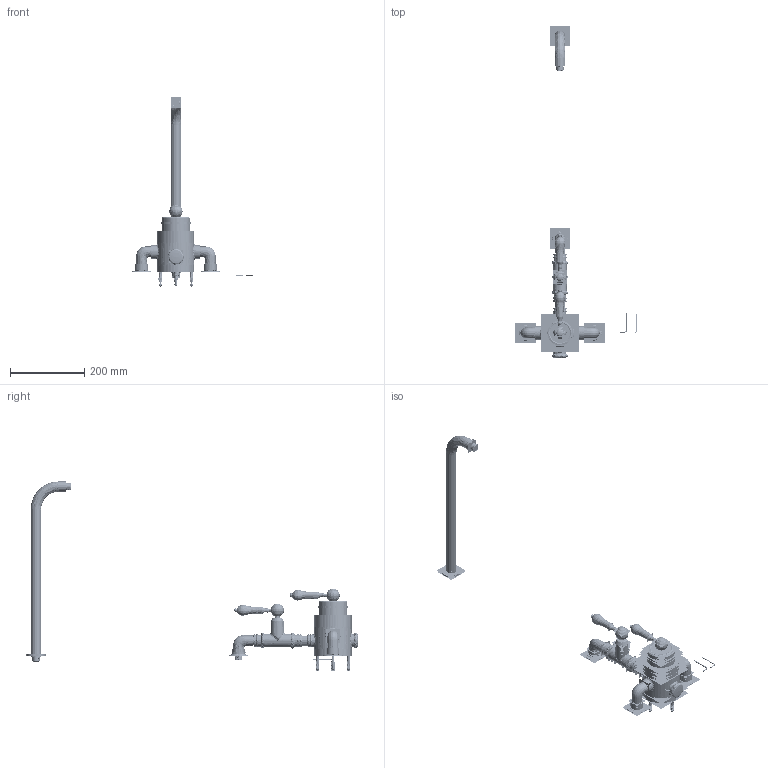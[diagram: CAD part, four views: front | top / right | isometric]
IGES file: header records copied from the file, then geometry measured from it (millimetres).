
Start section:  PTC IGES file: bf1s-sl0405-00.igs
Global section: file name: bf1s-sl0405-00.igs; native system: Creo Elements/Pro by Parametric Technology Corporation; preprocessor: 2011080; author: Administrator; organization: Unknown; date: 20150425.135729; units: millimetre
Bounding box: 327.49 x 894.49 x 510.53 mm (x, y, z)
Volume: 833271 mm3; surface area: 3715676.4 mm2
Topology: 112 solids, 114 shells, 10857 faces, 55860 edges, 70990 vertices
Faces by surface type: revolution 6280, bspline 4577
